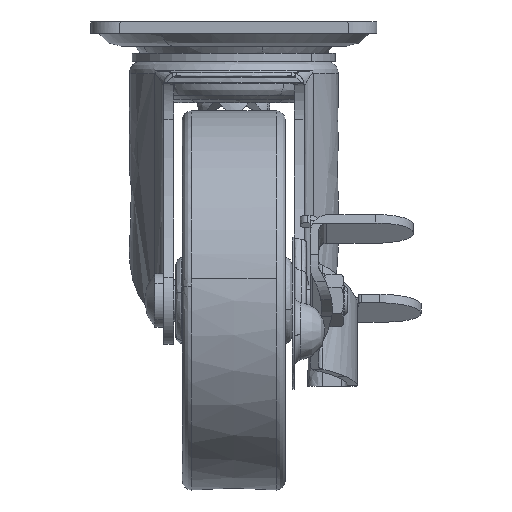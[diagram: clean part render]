
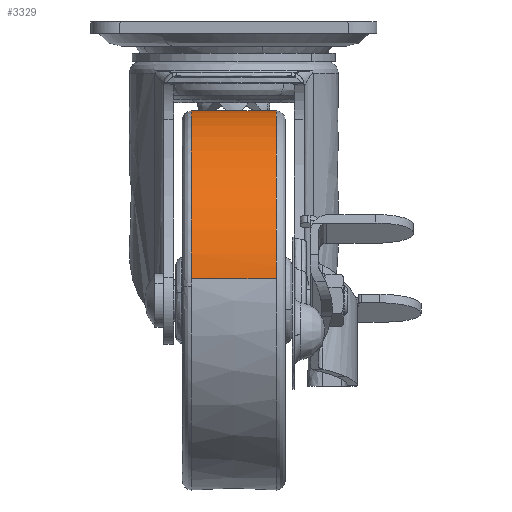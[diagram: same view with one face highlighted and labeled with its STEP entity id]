
A CAD part, left-side view. The second image highlights one B-rep face of the part: STEP entity #3329.
In plain terms, the highlighted free-form (B-spline) face has degree [2, 2] with [3, 5] control points.
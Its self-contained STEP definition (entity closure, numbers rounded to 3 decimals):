
#1905=CARTESIAN_POINT('',(-33.,-11.139,-23.31));
#1906=VERTEX_POINT('',#1905);
#1915=CARTESIAN_POINT('',(-82.357,-11.139,-67.262));
#1916=VERTEX_POINT('',#1915);
#1917=CARTESIAN_POINT('',(-33.,-11.139,-23.31));
#1918=CARTESIAN_POINT('',(-36.106,-11.139,-23.31));
#1919=CARTESIAN_POINT('',(-41.755,-11.139,-23.842));
#1920=CARTESIAN_POINT('',(-48.864,-11.139,-25.766));
#1921=CARTESIAN_POINT('',(-55.571,-11.139,-28.54));
#1922=CARTESIAN_POINT('',(-61.673,-11.139,-32.15));
#1923=CARTESIAN_POINT('',(-67.249,-11.139,-36.812));
#1924=CARTESIAN_POINT('',(-72.373,-11.139,-42.348));
#1925=CARTESIAN_POINT('',(-76.48,-11.139,-48.479));
#1926=CARTESIAN_POINT('',(-80.413,-11.139,-57.158));
#1927=CARTESIAN_POINT('',(-81.89,-11.139,-63.241));
#1928=CARTESIAN_POINT('',(-82.357,-11.139,-67.262));
#1929=B_SPLINE_CURVE_WITH_KNOTS('',3,(#1917,#1918,#1919,#1920,#1921,#1922,#1923,#1924,#1925,#1926,#1927,#1928),.UNSPECIFIED.,.F.,.U.,(4,1,1,1,1,1,1,1,1,4),(0.,9.32,16.946,22.03,31.067,38.128,43.777,53.662,60.158,72.302),.UNSPECIFIED.);
#1930=EDGE_CURVE('',#1906,#1916,#1929,.T.);
#2115=CARTESIAN_POINT('',(-33.,11.139,-23.31));
#2116=VERTEX_POINT('',#2115);
#2197=CARTESIAN_POINT('',(-82.357,11.139,-67.262));
#2198=VERTEX_POINT('',#2197);
#2204=CARTESIAN_POINT('',(-33.,11.139,-23.31));
#2205=CARTESIAN_POINT('',(-35.447,11.139,-23.31));
#2206=CARTESIAN_POINT('',(-40.908,11.139,-23.714));
#2207=CARTESIAN_POINT('',(-48.899,11.139,-25.659));
#2208=CARTESIAN_POINT('',(-56.516,11.139,-28.989));
#2209=CARTESIAN_POINT('',(-62.632,11.139,-32.92));
#2210=CARTESIAN_POINT('',(-68.652,11.139,-38.069));
#2211=CARTESIAN_POINT('',(-73.597,11.139,-43.926));
#2212=CARTESIAN_POINT('',(-77.847,11.139,-51.17));
#2213=CARTESIAN_POINT('',(-80.826,11.139,-58.626));
#2214=CARTESIAN_POINT('',(-82.009,11.139,-64.27));
#2215=CARTESIAN_POINT('',(-82.357,11.139,-67.262));
#2216=B_SPLINE_CURVE_WITH_KNOTS('',3,(#2204,#2205,#2206,#2207,#2208,#2209,#2210,#2211,#2212,#2213,#2214,#2215),.UNSPECIFIED.,.F.,.U.,(4,1,1,1,1,1,1,1,1,4),(0.,7.343,16.381,24.571,32.197,38.128,48.296,55.074,63.264,72.302),.UNSPECIFIED.);
#2217=EDGE_CURVE('',#2116,#2198,#2216,.T.);
#3264=CARTESIAN_POINT('',(-82.357,-11.139,-67.262));
#3265=CARTESIAN_POINT('',(-82.974,0.,-67.191));
#3266=CARTESIAN_POINT('',(-82.357,11.139,-67.262));
#3274=(BOUNDED_CURVE()B_SPLINE_CURVE(2,(#3264,#3265,#3266),.UNSPECIFIED.,.F.,.U.)B_SPLINE_CURVE_WITH_KNOTS((3,3),(0.463,0.537),.UNSPECIFIED.)CURVE()GEOMETRIC_REPRESENTATION_ITEM()RATIONAL_B_SPLINE_CURVE((0.838,0.837,0.838))REPRESENTATION_ITEM(''));
#3275=EDGE_CURVE('',#1916,#2198,#3274,.T.);
#3281=CARTESIAN_POINT('',(-33.,-11.139,-23.31));
#3282=CARTESIAN_POINT('',(-33.,0.,-22.689));
#3283=CARTESIAN_POINT('',(-33.,11.139,-23.31));
#3291=(BOUNDED_CURVE()B_SPLINE_CURVE(2,(#3281,#3282,#3283),.UNSPECIFIED.,.F.,.U.)B_SPLINE_CURVE_WITH_KNOTS((3,3),(0.463,0.537),.UNSPECIFIED.)CURVE()GEOMETRIC_REPRESENTATION_ITEM()RATIONAL_B_SPLINE_CURVE((0.876,0.874,0.876))REPRESENTATION_ITEM(''));
#3292=EDGE_CURVE('',#1906,#2116,#3291,.T.);
#3300=CARTESIAN_POINT('',(-32.678,-12.25,-23.375));
#3301=CARTESIAN_POINT('',(-32.673,0.,-22.624));
#3302=CARTESIAN_POINT('',(-32.678,12.25,-23.375));
#3303=CARTESIAN_POINT('',(-32.838,-12.25,-23.375));
#3304=CARTESIAN_POINT('',(-32.836,0.,-22.624));
#3305=CARTESIAN_POINT('',(-32.838,12.25,-23.375));
#3306=CARTESIAN_POINT('',(-77.19,-12.25,-23.375));
#3307=CARTESIAN_POINT('',(-77.859,0.,-22.624));
#3308=CARTESIAN_POINT('',(-77.19,12.25,-23.375));
#3309=CARTESIAN_POINT('',(-82.312,-12.25,-67.437));
#3310=CARTESIAN_POINT('',(-83.059,0.,-67.353));
#3311=CARTESIAN_POINT('',(-82.312,12.25,-67.437));
#3312=CARTESIAN_POINT('',(-82.331,-12.25,-67.604));
#3313=CARTESIAN_POINT('',(-83.078,0.,-67.523));
#3314=CARTESIAN_POINT('',(-82.331,12.25,-67.604));
#3322=(BOUNDED_SURFACE()B_SPLINE_SURFACE(2,2,((#3300,#3303,#3306,#3309,#3312),(#3301,#3304,#3307,#3310,#3313),(#3302,#3305,#3308,#3311,#3314)),.UNSPECIFIED.,.F.,.F.,.U.)B_SPLINE_SURFACE_WITH_KNOTS((3,3),(3,1,1,3),(0.0,24.523),(0.0,0.381,76.512,76.893),.UNSPECIFIED.)GEOMETRIC_REPRESENTATION_ITEM()RATIONAL_B_SPLINE_SURFACE(((0.878,0.877,0.64,0.839,0.84),(0.877,0.875,0.639,0.837,0.838),(0.878,0.877,0.64,0.839,0.84)))REPRESENTATION_ITEM('')SURFACE());
#3323=ORIENTED_EDGE('',*,*,#1930,.F.);
#3324=ORIENTED_EDGE('',*,*,#3292,.T.);
#3325=ORIENTED_EDGE('',*,*,#2217,.T.);
#3326=ORIENTED_EDGE('',*,*,#3275,.F.);
#3327=EDGE_LOOP('',(#3323,#3324,#3325,#3326));
#3328=FACE_OUTER_BOUND('',#3327,.T.);
#3329=ADVANCED_FACE('',(#3328),#3322,.T.);
